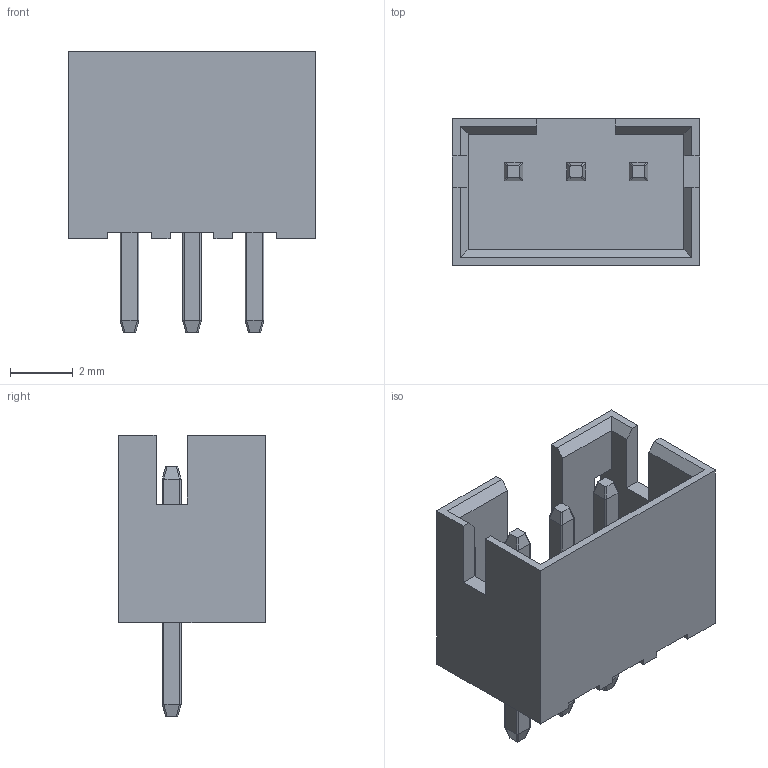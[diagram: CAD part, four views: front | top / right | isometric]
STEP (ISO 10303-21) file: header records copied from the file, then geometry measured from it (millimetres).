
FILE_DESCRIPTION (( 'STEP AP214' ), '1' );
FILE_NAME ('PH2.0-LI-3P=.STEP', '2017-09-07T06:18:49', ( 'Roy' ), ( 'Microsoft' ), 'SwSTEP 2.0', 'SolidWorks 2014', '' );
FILE_SCHEMA (( 'AUTOMOTIVE_DESIGN' ));
Length unit declared in the file: millimetre
Products named in the file (5): PH2.0-LI-3P=; PH2.0-LI-竘褐_7; PH2.0-LI-3P; Designator355
Assembly tree (6 placements, depth 4):
  PH2.0-LI-3P=
    Designator355
      PH2.0-LI-3P
        PH2.0-LI-竘褐_7  x3
        PH2.0-LI-3P
Bounding box: 7.9 x 4.7 x 9 mm (x, y, z)
Volume: 100.6 mm3; surface area: 355.1 mm2
Topology: 4 solids, 4 shells, 125 faces, 355 edges, 234 vertices
Faces by surface type: plane 89, cylinder 36
Entity records: 3346 total; most frequent: CARTESIAN_POINT 529, ORIENTED_EDGE 422, DIRECTION 347, EDGE_CURVE 211, LINE 179, VECTOR 179, VERTEX_POINT 138, AXIS2_PLACEMENT_3D 84
